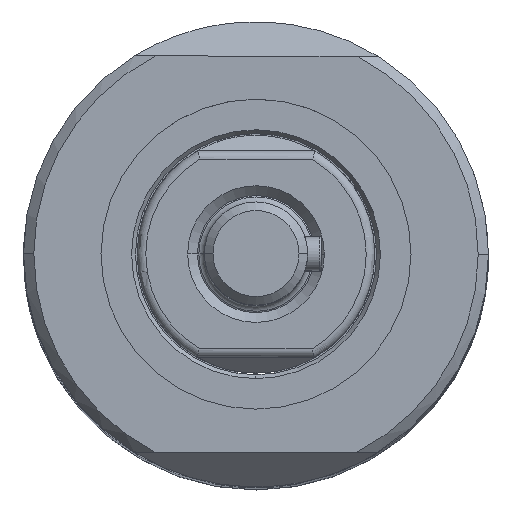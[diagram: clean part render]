
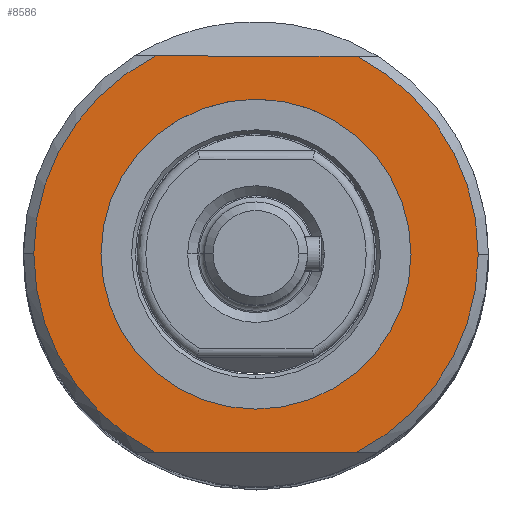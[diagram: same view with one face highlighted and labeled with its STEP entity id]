
A CAD part, top view. The second image highlights one B-rep face of the part: STEP entity #8586.
In plain terms, the highlighted planar face has unit normal (0, 0, 1).
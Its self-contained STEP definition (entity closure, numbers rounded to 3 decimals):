
#7772=CARTESIAN_POINT('',(0.,0.,29.8));
#7773=DIRECTION('',(0.,0.,-1.));
#7774=DIRECTION('',(-1.,0.,0.));
#7775=AXIS2_PLACEMENT_3D('',#7772,#7773,#7774);
#7780=CARTESIAN_POINT('',(0.,0.,29.8));
#7781=DIRECTION('',(0.,0.,-1.));
#7782=DIRECTION('',(1.,0.,0.));
#7783=AXIS2_PLACEMENT_3D('',#7780,#7781,#7782);
#7788=DIRECTION('',(1.,0.,0.));
#7789=VECTOR('',#7788,11.689);
#7790=CARTESIAN_POINT('',(-5.845,11.5,29.8));
#7791=LINE('',#7790,#7789);
#7795=DIRECTION('',(1.,0.,0.));
#7796=VECTOR('',#7795,11.689);
#7797=CARTESIAN_POINT('',(-5.845,-11.5,29.8));
#7798=LINE('',#7797,#7796);
#8239=CARTESIAN_POINT('',(0.,0.,29.8));
#8240=DIRECTION('',(0.,0.,1.));
#8241=DIRECTION('',(-0.453,0.891,0.));
#8242=AXIS2_PLACEMENT_3D('',#8239,#8240,#8241);
#8272=CARTESIAN_POINT('',(0.,0.,29.8));
#8273=DIRECTION('',(0.,0.,1.));
#8274=DIRECTION('',(-1.,0.,0.));
#8275=AXIS2_PLACEMENT_3D('',#8272,#8273,#8274);
#8298=CARTESIAN_POINT('',(0.,0.,29.8));
#8299=DIRECTION('',(0.,0.,1.));
#8300=DIRECTION('',(1.,0.,0.));
#8301=AXIS2_PLACEMENT_3D('',#8298,#8299,#8300);
#8331=CARTESIAN_POINT('',(0.,0.,29.8));
#8332=DIRECTION('',(0.,0.,1.));
#8333=DIRECTION('',(0.453,-0.891,0.));
#8334=AXIS2_PLACEMENT_3D('',#8331,#8332,#8333);
#8399=CARTESIAN_POINT('',(-9.,0.,29.8));
#8400=CARTESIAN_POINT('',(9.,0.,29.8));
#8401=VERTEX_POINT('',#8399);
#8402=VERTEX_POINT('',#8400);
#8409=CARTESIAN_POINT('',(5.845,-11.5,29.8));
#8410=CARTESIAN_POINT('',(12.9,0.,29.8));
#8411=VERTEX_POINT('',#8409);
#8412=VERTEX_POINT('',#8410);
#8417=CARTESIAN_POINT('',(5.845,11.5,29.8));
#8418=VERTEX_POINT('',#8417);
#8421=CARTESIAN_POINT('',(-12.9,0.,29.8));
#8422=CARTESIAN_POINT('',(-5.845,-11.5,29.8));
#8423=VERTEX_POINT('',#8421);
#8424=VERTEX_POINT('',#8422);
#8429=CARTESIAN_POINT('',(-5.845,11.5,29.8));
#8430=VERTEX_POINT('',#8429);
#8562=CARTESIAN_POINT('',(0.,0.,29.8));
#8563=DIRECTION('',(0.,0.,1.));
#8564=DIRECTION('',(1.,0.,0.));
#8565=AXIS2_PLACEMENT_3D('',#8562,#8563,#8564);
#8566=PLANE('',#8565);
#8568=ORIENTED_EDGE('',*,*,#8567,.T.);
#8570=ORIENTED_EDGE('',*,*,#8569,.F.);
#8572=ORIENTED_EDGE('',*,*,#8571,.F.);
#8573=ORIENTED_EDGE('',*,*,#8550,.F.);
#8575=ORIENTED_EDGE('',*,*,#8574,.F.);
#8577=ORIENTED_EDGE('',*,*,#8576,.F.);
#8578=EDGE_LOOP('',(#8568,#8570,#8572,#8573,#8575,#8577));
#8579=FACE_OUTER_BOUND('',#8578,.F.);
#8581=ORIENTED_EDGE('',*,*,#8580,.F.);
#8583=ORIENTED_EDGE('',*,*,#8582,.F.);
#8584=EDGE_LOOP('',(#8581,#8583));
#8585=FACE_BOUND('',#8584,.F.);
#8586=ADVANCED_FACE('',(#8579,#8585),#8566,.T.);
#7776=CIRCLE('',#7775,9.);
#7784=CIRCLE('',#7783,9.);
#8243=CIRCLE('',#8242,12.9);
#8276=CIRCLE('',#8275,12.9);
#8302=CIRCLE('',#8301,12.9);
#8335=CIRCLE('',#8334,12.9);
#8550=EDGE_CURVE('',#8424,#8411,#7798,.T.);
#8567=EDGE_CURVE('',#8430,#8418,#7791,.T.);
#8569=EDGE_CURVE('',#8412,#8418,#8302,.T.);
#8571=EDGE_CURVE('',#8411,#8412,#8335,.T.);
#8574=EDGE_CURVE('',#8423,#8424,#8276,.T.);
#8576=EDGE_CURVE('',#8430,#8423,#8243,.T.);
#8580=EDGE_CURVE('',#8401,#8402,#7776,.T.);
#8582=EDGE_CURVE('',#8402,#8401,#7784,.T.);
